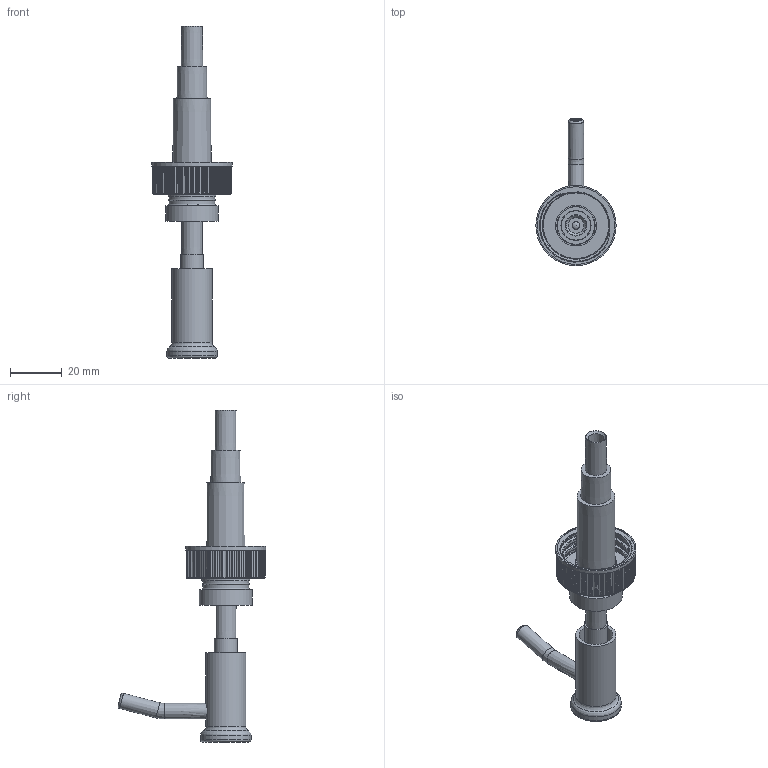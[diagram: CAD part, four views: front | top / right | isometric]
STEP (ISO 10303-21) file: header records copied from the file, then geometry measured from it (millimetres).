
FILE_DESCRIPTION(/* description */ (''),/* implementation_level */ '2;1');
FILE_NAME(/* name */ '泵头.stp',/* time_stamp */ '2016-05-13T16:48:02+08:00',/* author */ (''),/* organization */ (''),/* preprocessor_version */ 'ST-DEVELOPER v16',/* originating_system */ 'SIEMENS PLM Software NX 10.0',/* authorisation */ '');
FILE_SCHEMA (('AP203_CONFIGURATION_CONTROLLED_3D_DESIGN_OF_MECHANICAL_PARTS_AND_ASSEMBLIES_MIM_LF { 1 0 10303 403 2 1 2}'));
Length unit declared in the file: millimetre
Products named in the file (1): 泵头
Bounding box: 31 x 57.08 x 128.21 mm (x, y, z)
Volume: 15024.7 mm3; surface area: 23415.5 mm2
Topology: 10 solids, 10 shells, 486 faces, 1360 edges, 917 vertices
Faces by surface type: cylinder 302, plane 104, torus 36, bspline 22, cone 20, sphere 2
Full cylindrical faces by diameter (mm): 4 x2, 4.8 x1, 6 x3, 6.7 x2, 7 x2, 7.86 x1, 8 x3, 8.86 x1, 9.3 x1, 9.5 x1, 9.6 x1, 10.2 x1, 10.32 x1, 11.7 x1, 12.2 x1, 13 x1, 15.5 x2, 15.65 x1, 17.7 x3, 18.1 x1, 18.45 x1, 18.7 x1, 19.5 x1, 20.43 x1, 25.3 x1, 26.5 x1, 30 x1, 31 x1
Entity records: 26290 total; most frequent: CARTESIAN_POINT 14151, ORIENTED_EDGE 2496, DIRECTION 2480, EDGE_CURVE 1248, AXIS2_PLACEMENT_3D 1040, VERTEX_POINT 885, EDGE_LOOP 606, CIRCLE 575
